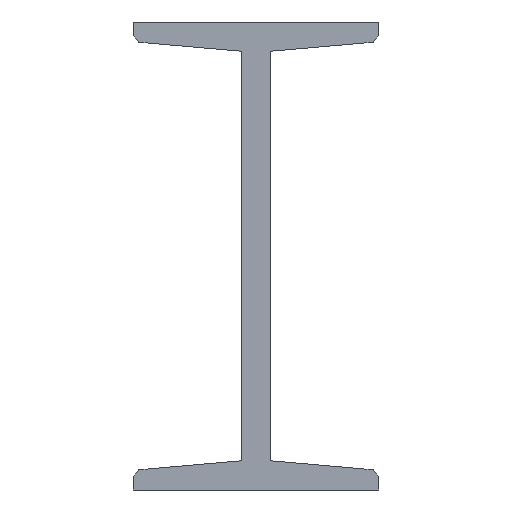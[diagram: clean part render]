
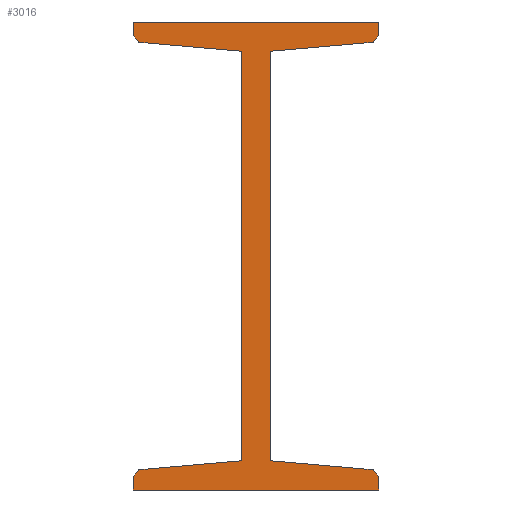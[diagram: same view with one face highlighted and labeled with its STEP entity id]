
A CAD part, front view. The second image highlights one B-rep face of the part: STEP entity #3016.
In plain terms, the highlighted planar face has unit normal (0, -1, 0).
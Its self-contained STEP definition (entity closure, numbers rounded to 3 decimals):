
#1=DIRECTION('',(0.,0.,1.));
#2=VECTOR('',#1,2.381);
#3=CARTESIAN_POINT('',(-21.,0.,-40.));
#4=LINE('',#3,#2);
#5=DIRECTION('',(0.996,0.,0.087));
#6=VECTOR('',#5,17.571);
#7=CARTESIAN_POINT('',(-20.004,0.,-36.531));
#8=LINE('',#7,#6);
#9=DIRECTION('',(0.,0.,1.));
#10=VECTOR('',#9,70.);
#11=CARTESIAN_POINT('',(-2.5,0.,-35.));
#12=LINE('',#11,#10);
#13=DIRECTION('',(-0.996,0.,0.087));
#14=VECTOR('',#13,17.571);
#15=CARTESIAN_POINT('',(-2.5,0.,35.));
#16=LINE('',#15,#14);
#17=DIRECTION('',(0.,0.,1.));
#18=VECTOR('',#17,2.381);
#19=CARTESIAN_POINT('',(-21.,0.,37.619));
#20=LINE('',#19,#18);
#21=DIRECTION('',(1.,0.,0.));
#22=VECTOR('',#21,42.);
#23=CARTESIAN_POINT('',(-21.,0.,40.));
#24=LINE('',#23,#22);
#25=DIRECTION('',(0.,0.,-1.));
#26=VECTOR('',#25,2.381);
#27=CARTESIAN_POINT('',(21.,0.,40.));
#28=LINE('',#27,#26);
#29=DIRECTION('',(-0.996,0.,-0.087));
#30=VECTOR('',#29,17.571);
#31=CARTESIAN_POINT('',(20.004,0.,36.531));
#32=LINE('',#31,#30);
#33=DIRECTION('',(0.,0.,-1.));
#34=VECTOR('',#33,70.);
#35=CARTESIAN_POINT('',(2.5,0.,35.));
#36=LINE('',#35,#34);
#37=DIRECTION('',(0.996,0.,-0.087));
#38=VECTOR('',#37,17.571);
#39=CARTESIAN_POINT('',(2.5,0.,-35.));
#40=LINE('',#39,#38);
#41=DIRECTION('',(0.,0.,-1.));
#42=VECTOR('',#41,2.381);
#43=CARTESIAN_POINT('',(21.,0.,-37.619));
#44=LINE('',#43,#42);
#45=DIRECTION('',(-1.,0.,0.));
#46=VECTOR('',#45,42.);
#47=CARTESIAN_POINT('',(21.,0.,-40.));
#48=LINE('',#47,#46);
#61=DIRECTION('',(-0.676,0.,0.737));
#62=VECTOR('',#61,1.475);
#63=CARTESIAN_POINT('',(21.,0.,-37.619));
#64=LINE('',#63,#62);
#805=DIRECTION('',(0.676,0.,0.737));
#806=VECTOR('',#805,1.475);
#807=CARTESIAN_POINT('',(20.004,0.,36.531));
#808=LINE('',#807,#806);
#829=DIRECTION('',(0.676,0.,-0.737));
#830=VECTOR('',#829,1.475);
#831=CARTESIAN_POINT('',(-21.,0.,37.619));
#832=LINE('',#831,#830);
#1573=DIRECTION('',(-0.676,0.,-0.737));
#1574=VECTOR('',#1573,1.475);
#1575=CARTESIAN_POINT('',(-20.004,0.,-36.531));
#1576=LINE('',#1575,#1574);
#2273=CARTESIAN_POINT('',(-21.,0.,40.));
#2274=CARTESIAN_POINT('',(21.,0.,40.));
#2275=VERTEX_POINT('',#2273);
#2276=VERTEX_POINT('',#2274);
#2277=CARTESIAN_POINT('',(21.,0.,-40.));
#2278=CARTESIAN_POINT('',(-21.,0.,-40.));
#2279=VERTEX_POINT('',#2277);
#2280=VERTEX_POINT('',#2278);
#2289=CARTESIAN_POINT('',(2.5,0.,-35.));
#2291=VERTEX_POINT('',#2289);
#2293=CARTESIAN_POINT('',(-2.5,0.,-35.));
#2295=VERTEX_POINT('',#2293);
#2297=CARTESIAN_POINT('',(2.5,0.,35.));
#2299=VERTEX_POINT('',#2297);
#2301=CARTESIAN_POINT('',(-2.5,0.,35.));
#2303=VERTEX_POINT('',#2301);
#2305=CARTESIAN_POINT('',(20.004,0.,36.531));
#2307=VERTEX_POINT('',#2305);
#2309=CARTESIAN_POINT('',(21.,0.,37.619));
#2311=VERTEX_POINT('',#2309);
#2313=CARTESIAN_POINT('',(-21.,0.,37.619));
#2315=VERTEX_POINT('',#2313);
#2317=CARTESIAN_POINT('',(-20.004,0.,36.531));
#2319=VERTEX_POINT('',#2317);
#2321=CARTESIAN_POINT('',(21.,0.,-37.619));
#2323=VERTEX_POINT('',#2321);
#2325=CARTESIAN_POINT('',(20.004,0.,-36.531));
#2327=VERTEX_POINT('',#2325);
#2329=CARTESIAN_POINT('',(-20.004,0.,-36.531));
#2331=VERTEX_POINT('',#2329);
#2333=CARTESIAN_POINT('',(-21.,0.,-37.619));
#2335=VERTEX_POINT('',#2333);
#2977=CARTESIAN_POINT('',(0.,0.,0.));
#2978=DIRECTION('',(0.,1.,0.));
#2979=DIRECTION('',(1.,0.,0.));
#2980=AXIS2_PLACEMENT_3D('',#2977,#2978,#2979);
#2981=PLANE('',#2980);
#2983=ORIENTED_EDGE('',*,*,#2982,.T.);
#2985=ORIENTED_EDGE('',*,*,#2984,.F.);
#2987=ORIENTED_EDGE('',*,*,#2986,.T.);
#2989=ORIENTED_EDGE('',*,*,#2988,.T.);
#2991=ORIENTED_EDGE('',*,*,#2990,.T.);
#2993=ORIENTED_EDGE('',*,*,#2992,.F.);
#2995=ORIENTED_EDGE('',*,*,#2994,.T.);
#2997=ORIENTED_EDGE('',*,*,#2996,.T.);
#2999=ORIENTED_EDGE('',*,*,#2998,.T.);
#3001=ORIENTED_EDGE('',*,*,#3000,.F.);
#3003=ORIENTED_EDGE('',*,*,#3002,.T.);
#3005=ORIENTED_EDGE('',*,*,#3004,.T.);
#3007=ORIENTED_EDGE('',*,*,#3006,.T.);
#3009=ORIENTED_EDGE('',*,*,#3008,.F.);
#3011=ORIENTED_EDGE('',*,*,#3010,.T.);
#3013=ORIENTED_EDGE('',*,*,#3012,.T.);
#3014=EDGE_LOOP('',(#2983,#2985,#2987,#2989,#2991,#2993,#2995,#2997,#2999,#3001,
#3003,#3005,#3007,#3009,#3011,#3013));
#3015=FACE_OUTER_BOUND('',#3014,.F.);
#3016=ADVANCED_FACE('',(#3015),#2981,.F.);
#2982=EDGE_CURVE('',#2280,#2335,#4,.T.);
#2984=EDGE_CURVE('',#2331,#2335,#1576,.T.);
#2986=EDGE_CURVE('',#2331,#2295,#8,.T.);
#2988=EDGE_CURVE('',#2295,#2303,#12,.T.);
#2990=EDGE_CURVE('',#2303,#2319,#16,.T.);
#2992=EDGE_CURVE('',#2315,#2319,#832,.T.);
#2994=EDGE_CURVE('',#2315,#2275,#20,.T.);
#2996=EDGE_CURVE('',#2275,#2276,#24,.T.);
#2998=EDGE_CURVE('',#2276,#2311,#28,.T.);
#3000=EDGE_CURVE('',#2307,#2311,#808,.T.);
#3002=EDGE_CURVE('',#2307,#2299,#32,.T.);
#3004=EDGE_CURVE('',#2299,#2291,#36,.T.);
#3006=EDGE_CURVE('',#2291,#2327,#40,.T.);
#3008=EDGE_CURVE('',#2323,#2327,#64,.T.);
#3010=EDGE_CURVE('',#2323,#2279,#44,.T.);
#3012=EDGE_CURVE('',#2279,#2280,#48,.T.);
